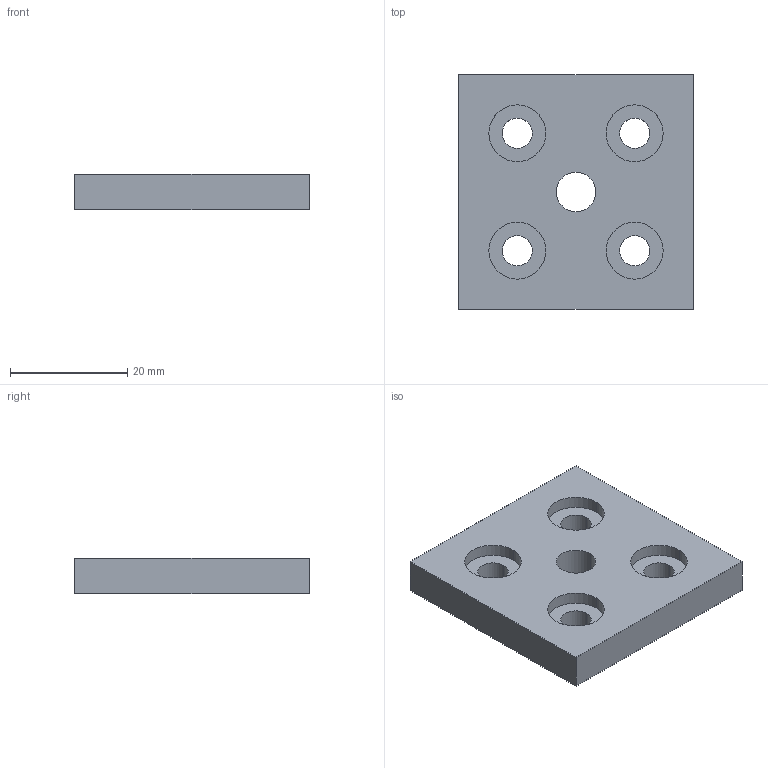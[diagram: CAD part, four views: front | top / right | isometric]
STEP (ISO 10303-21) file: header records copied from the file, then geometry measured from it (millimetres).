
FILE_DESCRIPTION (( 'STEP AP214' ), '1' );
FILE_NAME ('Ñáîðêà3.STEP', '2024-11-06T11:46:51', ( '' ), ( '' ), 'SwSTEP 2.0', 'SolidWorks 2024', '' );
FILE_SCHEMA (( 'AUTOMOTIVE_DESIGN' ));
Length unit declared in the file: millimetre
Products named in the file (2): Сборка3; A910 Адаптер 20.40х40 (Алюм) для опоры М8_00
Assembly tree (1 placements, depth 2):
  Сборка3
    A910 Адаптер 20.40х40 (Алюм) для опоры М8_00
Bounding box: 40 x 40 x 6 mm (x, y, z)
Volume: 8439.6 mm3; surface area: 4557.4 mm2
Topology: 1 solids, 1 shells, 28 faces, 66 edges, 44 vertices
Faces by surface type: cylinder 18, plane 10
Entity records: 901 total; most frequent: DIRECTION 166, CARTESIAN_POINT 142, ORIENTED_EDGE 132, AXIS2_PLACEMENT_3D 68, EDGE_CURVE 66, VERTEX_POINT 44, EDGE_LOOP 42, CIRCLE 36
